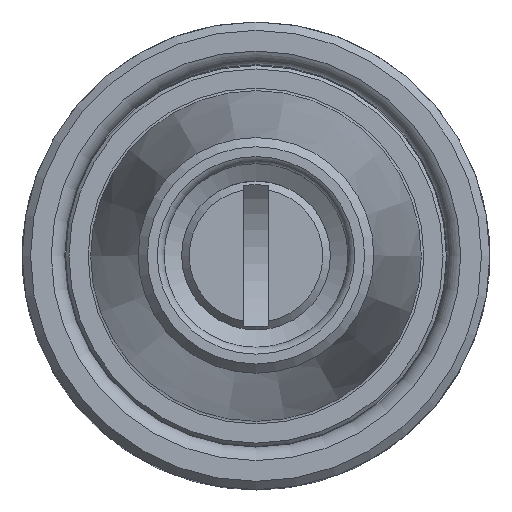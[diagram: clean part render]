
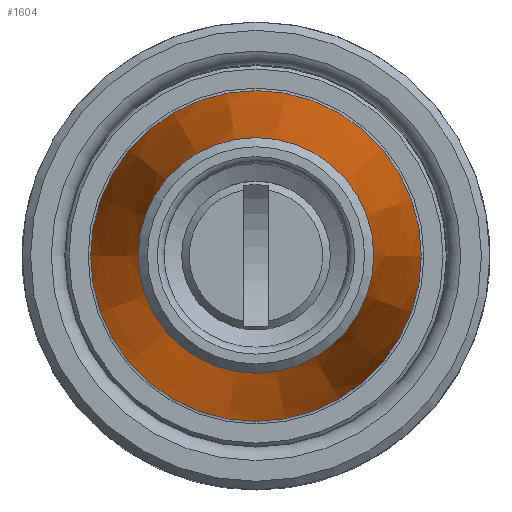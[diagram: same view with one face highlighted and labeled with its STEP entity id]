
A CAD part, top view. The second image highlights one B-rep face of the part: STEP entity #1604.
In plain terms, the highlighted conical face has half-angle 8 degrees and reference radius 9.9 mm.
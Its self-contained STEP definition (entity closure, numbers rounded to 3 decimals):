
#165=CONICAL_SURFACE('',#1697,9.9,0.14);
#212=ORIENTED_EDGE('',*,*,#484,.T.);
#213=ORIENTED_EDGE('',*,*,#478,.F.);
#478=EDGE_CURVE('',#615,#615,#720,.T.);
#484=EDGE_CURVE('',#621,#621,#726,.T.);
#615=VERTEX_POINT('',#2226);
#621=VERTEX_POINT('',#2241);
#720=CIRCLE('',#1689,7.054);
#726=CIRCLE('',#1698,9.9);
#809=EDGE_LOOP('',(#212));
#810=EDGE_LOOP('',(#213));
#931=FACE_BOUND('',#809,.T.);
#932=FACE_BOUND('',#810,.T.);
#1604=ADVANCED_FACE('',(#931,#932),#165,.T.);
#1689=AXIS2_PLACEMENT_3D('',#2225,#1858,#1859);
#1697=AXIS2_PLACEMENT_3D('',#2239,#1874,#1875);
#1698=AXIS2_PLACEMENT_3D('',#2240,#1876,#1877);
#1858=DIRECTION('',(0.,0.,1.));
#1859=DIRECTION('',(1.,0.,0.));
#1874=DIRECTION('',(0.,0.,-1.));
#1875=DIRECTION('',(-1.,0.,0.));
#1876=DIRECTION('',(0.,0.,1.));
#1877=DIRECTION('',(1.,0.,0.));
#2225=CARTESIAN_POINT('',(0.,0.,54.95));
#2226=CARTESIAN_POINT('',(7.054,0.,54.95));
#2239=CARTESIAN_POINT('',(0.,0.,34.698));
#2240=CARTESIAN_POINT('',(0.,0.,34.698));
#2241=CARTESIAN_POINT('',(9.9,0.,34.698));
